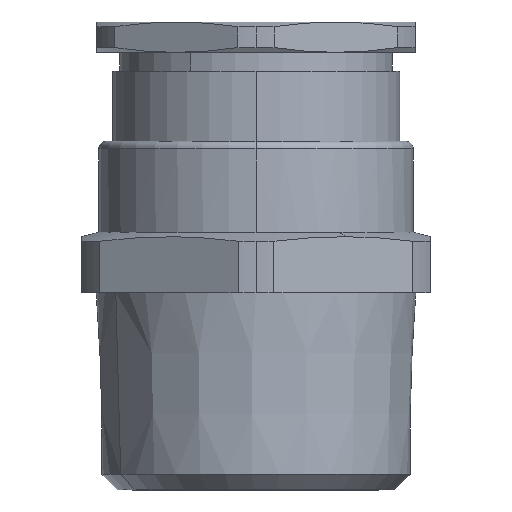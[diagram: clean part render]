
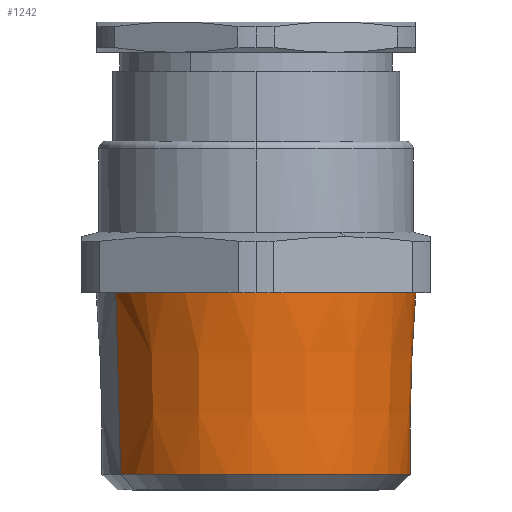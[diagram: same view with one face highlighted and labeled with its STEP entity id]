
A CAD part, front view. The second image highlights one B-rep face of the part: STEP entity #1242.
In plain terms, the highlighted conical face has half-angle 1.78 degrees and reference radius 20.272 mm.
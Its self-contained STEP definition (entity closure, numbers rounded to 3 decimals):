
#1116=AXIS2_PLACEMENT_3D('Circle Axis2P3D',#1114,#1115,$) ;
#1123=AXIS2_PLACEMENT_3D('Circle Axis2P3D',#1121,#1122,$) ;
#1214=AXIS2_PLACEMENT_3D('Cone Axis2P3D',#1211,#1212,#1213) ;
#1232=AXIS2_PLACEMENT_3D('Circle Axis2P3D',#1230,#1231,$) ;
#1109=CARTESIAN_POINT('Vertex',(4.501,15.194,26.)) ;
#1114=CARTESIAN_POINT('Axis2P3D Location',(23.,25.3,26.)) ;
#1118=CARTESIAN_POINT('Vertex',(23.,4.22,26.)) ;
#1121=CARTESIAN_POINT('Axis2P3D Location',(23.,25.3,26.)) ;
#1125=CARTESIAN_POINT('Vertex',(41.499,35.406,26.)) ;
#1211=CARTESIAN_POINT('Axis2P3D Location',(23.,25.3,0.)) ;
#1216=CARTESIAN_POINT('Line Origine',(41.145,35.213,13.)) ;
#1220=CARTESIAN_POINT('Vertex',(40.847,35.05,2.064)) ;
#1223=CARTESIAN_POINT('Line Origine',(4.855,15.387,13.)) ;
#1227=CARTESIAN_POINT('Vertex',(5.153,15.55,2.064)) ;
#1230=CARTESIAN_POINT('Axis2P3D Location',(23.,25.3,2.064)) ;
#1115=DIRECTION('Axis2P3D Direction',(0.,0.,-1.)) ;
#1122=DIRECTION('Axis2P3D Direction',(0.,0.,-1.)) ;
#1212=DIRECTION('Axis2P3D Direction',(0.,0.,1.)) ;
#1213=DIRECTION('Axis2P3D XDirection',(0.878,0.479,0.)) ;
#1217=DIRECTION('Vector Direction',(0.027,0.015,1.)) ;
#1224=DIRECTION('Vector Direction',(-0.027,-0.015,1.)) ;
#1231=DIRECTION('Axis2P3D Direction',(0.,0.,1.)) ;
#1218=VECTOR('Line Direction',#1217,1.) ;
#1225=VECTOR('Line Direction',#1224,1.) ;
#1236=ORIENTED_EDGE('',*,*,#1222,.T.) ;
#1237=ORIENTED_EDGE('',*,*,#1127,.T.) ;
#1238=ORIENTED_EDGE('',*,*,#1120,.T.) ;
#1239=ORIENTED_EDGE('',*,*,#1229,.F.) ;
#1240=ORIENTED_EDGE('',*,*,#1234,.T.) ;
#1242=ADVANCED_FACE('Part4.1\\Koerper.2',(#1241),#1215,.T.) ;
#1117=CIRCLE('generated circle',#1116,21.08) ;
#1124=CIRCLE('generated circle',#1123,21.08) ;
#1233=CIRCLE('generated circle',#1232,20.336) ;
#1215=CONICAL_SURFACE('Cone',#1214,20.272,0.031) ;
#1120=EDGE_CURVE('',#1119,#1110,#1117,.T.) ;
#1127=EDGE_CURVE('',#1126,#1119,#1124,.T.) ;
#1222=EDGE_CURVE('',#1221,#1126,#1219,.T.) ;
#1229=EDGE_CURVE('',#1228,#1110,#1226,.T.) ;
#1234=EDGE_CURVE('',#1228,#1221,#1233,.T.) ;
#1235=EDGE_LOOP('',(#1236,#1237,#1238,#1239,#1240)) ;
#1241=FACE_OUTER_BOUND('',#1235,.T.) ;
#1219=LINE('Line',#1216,#1218) ;
#1226=LINE('Line',#1223,#1225) ;
#1110=VERTEX_POINT('',#1109) ;
#1119=VERTEX_POINT('',#1118) ;
#1126=VERTEX_POINT('',#1125) ;
#1221=VERTEX_POINT('',#1220) ;
#1228=VERTEX_POINT('',#1227) ;
